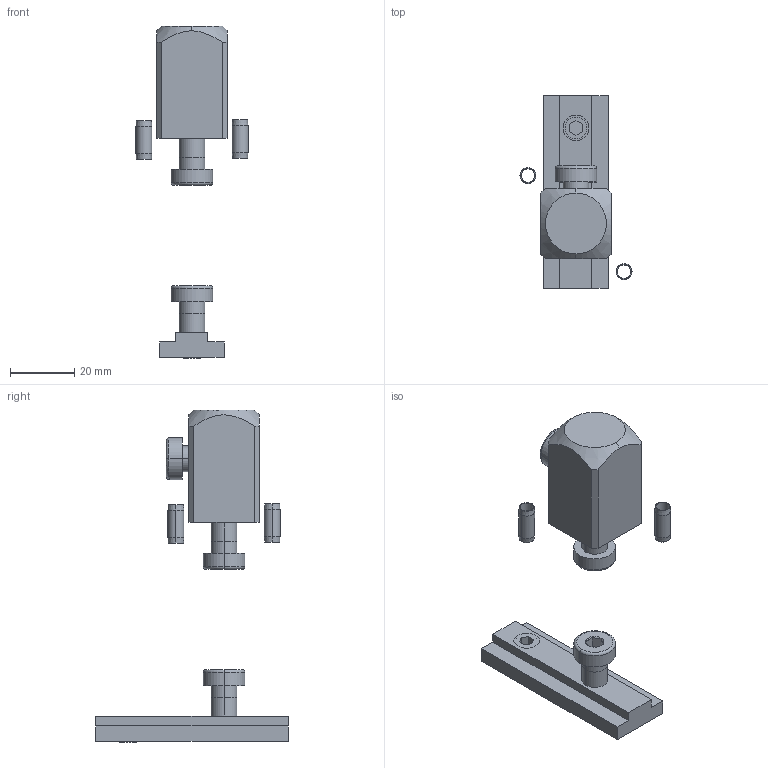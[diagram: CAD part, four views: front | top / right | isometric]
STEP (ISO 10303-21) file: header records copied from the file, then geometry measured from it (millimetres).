
FILE_DESCRIPTION(('Creo Elements/Direct Modeling STEP Export'),'2;1');
FILE_NAME('44.0330.14_Anbausatz_Schwenkgelenk.stp','2022-03-21T 9:00:56',(''),(''),'PTC Creo Elements/Direct Modeling STEP processor for AP214 (Solid Model)','PTC Creo Elements/Direct Modeling 19.0C 15-Aug-2015 (C) Parametric Technology GmbH','');
FILE_SCHEMA(('AUTOMOTIVE_DESIGN { 1 0 10303 214 1 1 1 1 }'));
Length unit declared in the file: millimetre
Products named in the file (6): Zylinderschraube-DIN7984_M8x16-8.8-verz_11751_PX174705.2; Gewindeeinsatz-MMS-44_M8_96.4030_PX173377; Klemmschiene-MMS-44_Schwenkgelenk-44.0330.789_96.4044_PX174703; Gewindestift-DIN913_M8x8-45H-verz_12540_PX174506; Spiralspannstift-ISO8750_5x12-St_11792_PX174704; Anbausatz-MMS-44_Schwenkgelenk_44.0330.14_PX174706
Assembly tree (8 placements, depth 2):
  Anbausatz-MMS-44_Schwenkgelenk_44.0330.14_PX174706
    Spiralspannstift-ISO8750_5x12-St_11792_PX174704  x2
    Gewindestift-DIN913_M8x8-45H-verz_12540_PX174506
    Zylinderschraube-DIN7984_M8x16-8.8-verz_11751_PX174705.2  x3
    Klemmschiene-MMS-44_Schwenkgelenk-44.0330.789_96.4044_PX174703
    Gewindeeinsatz-MMS-44_M8_96.4030_PX173377
Bounding box: 35 x 60 x 103.62 mm (x, y, z)
Volume: 26750.1 mm3; surface area: 11940.2 mm2
Topology: 8 solids, 8 shells, 163 faces, 341 edges, 199 vertices
Faces by surface type: plane 69, cone 46, cylinder 42, torus 6
Entity records: 3814 total; most frequent: CARTESIAN_POINT 1398, ORIENTED_EDGE 450, DIRECTION 402, EDGE_CURVE 225, AXIS2_PLACEMENT_3D 137, VERTEX_POINT 136, VECTOR 128, LINE 128
